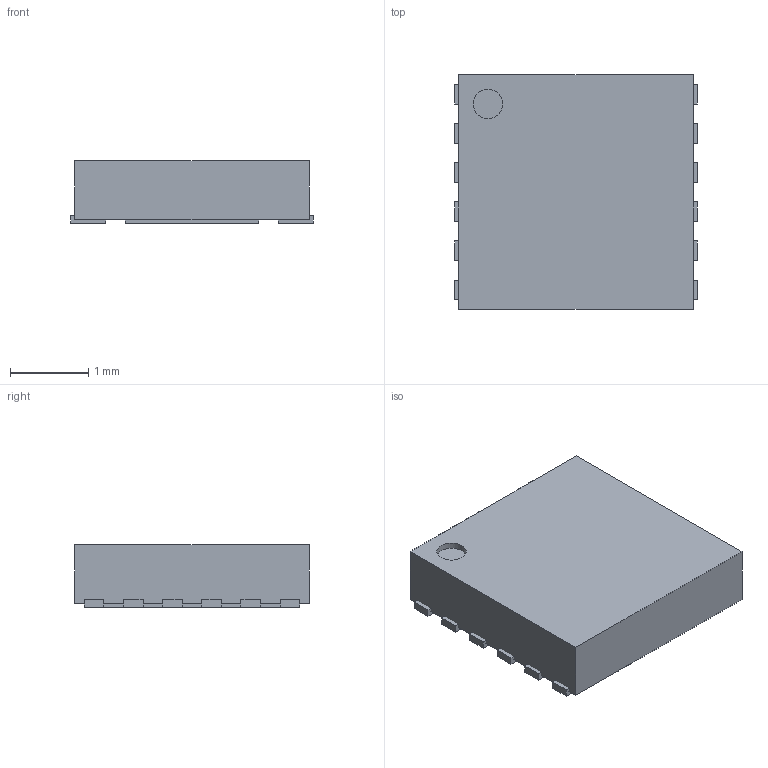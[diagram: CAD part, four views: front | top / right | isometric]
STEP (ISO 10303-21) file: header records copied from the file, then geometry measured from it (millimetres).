
FILE_DESCRIPTION(('FreeCAD Model'),'2;1');
FILE_NAME('300455.1.2.stp','2018-01-10T11:34:48',( 'Author'),(''),'Open CASCADE STEP processor 6.8','FreeCAD','Unknown' );
FILE_SCHEMA(('AUTOMOTIVE_DESIGN_CC2 { 1 2 10303 214 -1 1 5 4 }'));
Length unit declared in the file: millimetre
Products named in the file (4): ASSEMBLY; Body; ThermalPin; PinsArrayLR
Assembly tree (3 placements, depth 2):
  ASSEMBLY
    Body
    ThermalPin
    PinsArrayLR
Bounding box: 3.1 x 3 x 0.8 mm (x, y, z)
Volume: 7.3 mm3; surface area: 40.8 mm2
Topology: 14 solids, 14 shells, 86 faces, 171 edges, 114 vertices
Faces by surface type: plane 85, cylinder 1
Full cylindrical faces by diameter (mm): 0.375 x1
Entity records: 4569 total; most frequent: CARTESIAN_POINT 717, DIRECTION 695, LINE 509, VECTOR 509, ORIENTED_EDGE 342, PCURVE 342, DEFINITIONAL_REPRESENTATION 342, EDGE_CURVE 171
